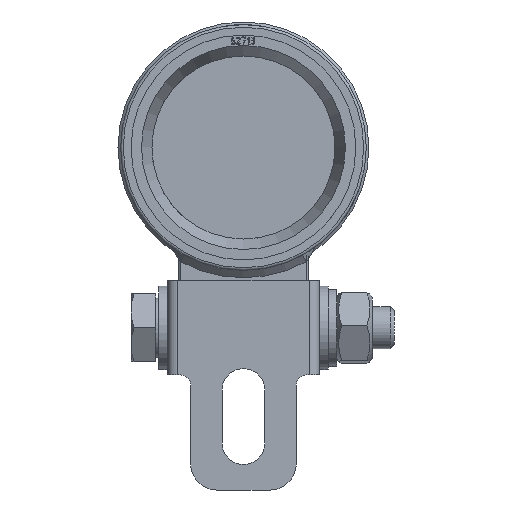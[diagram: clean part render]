
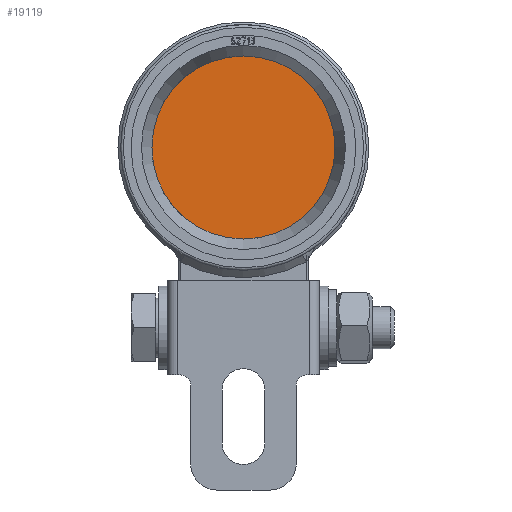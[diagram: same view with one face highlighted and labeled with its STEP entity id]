
A CAD part, left-side view. The second image highlights one B-rep face of the part: STEP entity #19119.
In plain terms, the highlighted planar face has unit normal (-1, 0, 0).
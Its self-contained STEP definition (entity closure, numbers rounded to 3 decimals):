
#971=CIRCLE('',#20999,19.5);
#3489=FACE_OUTER_BOUND('',#4735,.T.);
#4735=EDGE_LOOP('',(#14394));
#8248=VERTEX_POINT('',#30887);
#10444=EDGE_CURVE('',#8248,#8248,#971,.T.);
#14394=ORIENTED_EDGE('',*,*,#10444,.F.);
#18243=PLANE('',#20998);
#19119=ADVANCED_FACE('',(#3489),#18243,.T.);
#20998=AXIS2_PLACEMENT_3D('',#30886,#23524,#23525);
#20999=AXIS2_PLACEMENT_3D('',#30888,#23526,#23527);
#23524=DIRECTION('center_axis',(-1.,0.,0.));
#23525=DIRECTION('ref_axis',(0.,0.,1.));
#23526=DIRECTION('center_axis',(1.,0.,0.));
#23527=DIRECTION('ref_axis',(0.,0.,-1.));
#30886=CARTESIAN_POINT('Origin',(0.,19.5,0.));
#30887=CARTESIAN_POINT('',(0.,-19.5,0.));
#30888=CARTESIAN_POINT('Origin',(0.,0.,0.));
